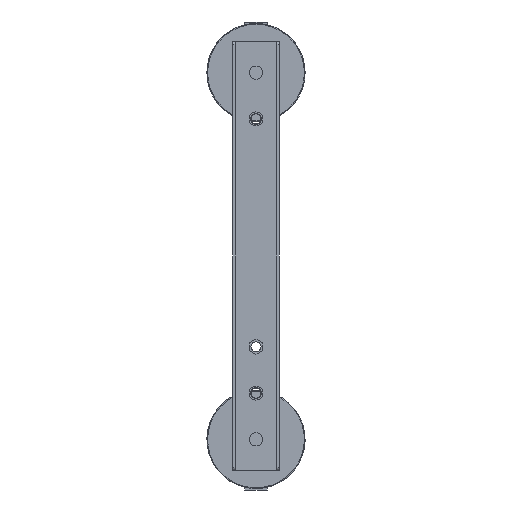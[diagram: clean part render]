
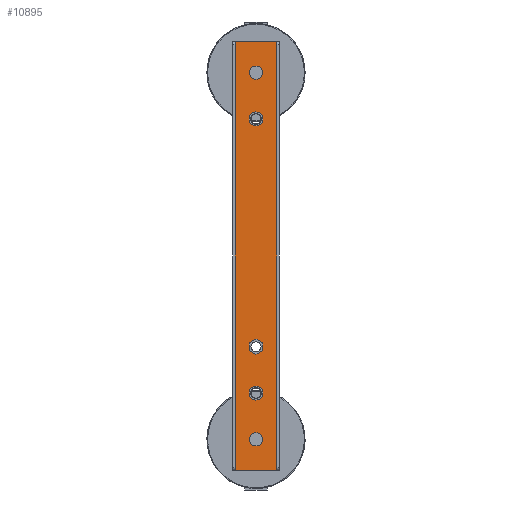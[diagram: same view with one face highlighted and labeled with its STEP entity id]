
A CAD part, front view. The second image highlights one B-rep face of the part: STEP entity #10895.
In plain terms, the highlighted planar face has unit normal (0, -1, 0).
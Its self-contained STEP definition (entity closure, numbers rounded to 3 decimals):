
#8914=DIRECTION('',(1.,0.,0.));
#8915=VECTOR('',#8914,54.);
#8916=CARTESIAN_POINT('',(-27.,7.,0.));
#8917=LINE('',#8916,#8915);
#9340=DIRECTION('',(0.,0.,1.));
#9341=VECTOR('',#9340,555.);
#9342=CARTESIAN_POINT('',(27.,7.,0.));
#9343=LINE('',#9342,#9341);
#9348=DIRECTION('',(0.,0.,1.));
#9349=VECTOR('',#9348,555.);
#9350=CARTESIAN_POINT('',(-27.,7.,0.));
#9351=LINE('',#9350,#9349);
#9352=DIRECTION('',(1.,0.,0.));
#9353=VECTOR('',#9352,54.);
#9354=CARTESIAN_POINT('',(-27.,7.,555.));
#9355=LINE('',#9354,#9353);
#9356=CARTESIAN_POINT('',(0.,7.,515.));
#9357=DIRECTION('',(0.,-1.,0.));
#9358=DIRECTION('',(0.,0.,1.));
#9359=AXIS2_PLACEMENT_3D('',#9356,#9357,#9358);
#9361=CARTESIAN_POINT('',(0.,7.,515.));
#9362=DIRECTION('',(0.,-1.,0.));
#9363=DIRECTION('',(0.,0.,-1.));
#9364=AXIS2_PLACEMENT_3D('',#9361,#9362,#9363);
#9366=CARTESIAN_POINT('',(0.,7.,40.));
#9367=DIRECTION('',(0.,-1.,0.));
#9368=DIRECTION('',(0.,0.,1.));
#9369=AXIS2_PLACEMENT_3D('',#9366,#9367,#9368);
#9371=CARTESIAN_POINT('',(0.,7.,40.));
#9372=DIRECTION('',(0.,-1.,0.));
#9373=DIRECTION('',(0.,0.,-1.));
#9374=AXIS2_PLACEMENT_3D('',#9371,#9372,#9373);
#9376=CARTESIAN_POINT('',(0.,7.,455.));
#9377=DIRECTION('',(0.,-1.,0.));
#9378=DIRECTION('',(0.,0.,-1.));
#9379=AXIS2_PLACEMENT_3D('',#9376,#9377,#9378);
#9381=CARTESIAN_POINT('',(0.,7.,455.));
#9382=DIRECTION('',(0.,-1.,0.));
#9383=DIRECTION('',(0.,0.,1.));
#9384=AXIS2_PLACEMENT_3D('',#9381,#9382,#9383);
#9386=CARTESIAN_POINT('',(0.,7.,100.));
#9387=DIRECTION('',(0.,-1.,0.));
#9388=DIRECTION('',(0.,0.,-1.));
#9389=AXIS2_PLACEMENT_3D('',#9386,#9387,#9388);
#9391=CARTESIAN_POINT('',(0.,7.,100.));
#9392=DIRECTION('',(0.,-1.,0.));
#9393=DIRECTION('',(0.,0.,1.));
#9394=AXIS2_PLACEMENT_3D('',#9391,#9392,#9393);
#9396=DIRECTION('',(0.866,0.,-0.5));
#9397=VECTOR('',#9396,10.);
#9398=CARTESIAN_POINT('',(-8.66,7.,390.));
#9399=LINE('',#9398,#9397);
#9400=DIRECTION('',(0.866,0.,0.5));
#9401=VECTOR('',#9400,10.);
#9402=CARTESIAN_POINT('',(0.,7.,385.));
#9403=LINE('',#9402,#9401);
#9404=DIRECTION('',(-0.866,0.,0.5));
#9405=VECTOR('',#9404,10.);
#9406=CARTESIAN_POINT('',(8.66,7.,400.));
#9407=LINE('',#9406,#9405);
#9408=DIRECTION('',(-0.866,0.,-0.5));
#9409=VECTOR('',#9408,10.);
#9410=CARTESIAN_POINT('',(0.,7.,405.));
#9411=LINE('',#9410,#9409);
#9556=DIRECTION('',(0.,0.,1.));
#9557=VECTOR('',#9556,10.);
#9558=CARTESIAN_POINT('',(-8.66,7.,390.));
#9559=LINE('',#9558,#9557);
#9572=DIRECTION('',(0.,0.,-1.));
#9573=VECTOR('',#9572,10.);
#9574=CARTESIAN_POINT('',(8.66,7.,400.));
#9575=LINE('',#9574,#9573);
#10046=CARTESIAN_POINT('',(-27.,7.,0.));
#10047=VERTEX_POINT('',#10046);
#10048=CARTESIAN_POINT('',(27.,7.,0.));
#10049=VERTEX_POINT('',#10048);
#10076=CARTESIAN_POINT('',(-27.,7.,555.));
#10077=VERTEX_POINT('',#10076);
#10088=CARTESIAN_POINT('',(27.,7.,555.));
#10089=VERTEX_POINT('',#10088);
#10214=CARTESIAN_POINT('',(0.,7.,523.5));
#10215=CARTESIAN_POINT('',(0.,7.,506.5));
#10216=VERTEX_POINT('',#10214);
#10217=VERTEX_POINT('',#10215);
#10218=CARTESIAN_POINT('',(0.,7.,48.5));
#10219=CARTESIAN_POINT('',(0.,7.,31.5));
#10220=VERTEX_POINT('',#10218);
#10221=VERTEX_POINT('',#10219);
#10222=CARTESIAN_POINT('',(0.,7.,446.));
#10223=CARTESIAN_POINT('',(0.,7.,464.));
#10224=VERTEX_POINT('',#10222);
#10225=VERTEX_POINT('',#10223);
#10226=CARTESIAN_POINT('',(0.,7.,91.));
#10227=CARTESIAN_POINT('',(0.,7.,109.));
#10228=VERTEX_POINT('',#10226);
#10229=VERTEX_POINT('',#10227);
#10230=CARTESIAN_POINT('',(-8.66,7.,390.));
#10231=CARTESIAN_POINT('',(-8.66,7.,400.));
#10232=VERTEX_POINT('',#10230);
#10233=VERTEX_POINT('',#10231);
#10234=CARTESIAN_POINT('',(0.,7.,385.));
#10235=VERTEX_POINT('',#10234);
#10236=CARTESIAN_POINT('',(8.66,7.,390.));
#10237=VERTEX_POINT('',#10236);
#10238=CARTESIAN_POINT('',(8.66,7.,400.));
#10239=VERTEX_POINT('',#10238);
#10240=CARTESIAN_POINT('',(0.,7.,405.));
#10241=VERTEX_POINT('',#10240);
#10846=CARTESIAN_POINT('',(27.,7.,555.));
#10847=DIRECTION('',(0.,1.,0.));
#10848=DIRECTION('',(-1.,0.,0.));
#10849=AXIS2_PLACEMENT_3D('',#10846,#10847,#10848);
#10850=PLANE('',#10849);
#10851=ORIENTED_EDGE('',*,*,#10395,.F.);
#10852=ORIENTED_EDGE('',*,*,#10498,.T.);
#10853=ORIENTED_EDGE('',*,*,#10533,.T.);
#10854=ORIENTED_EDGE('',*,*,#10833,.F.);
#10855=EDGE_LOOP('',(#10851,#10852,#10853,#10854));
#10856=FACE_OUTER_BOUND('',#10855,.F.);
#10858=ORIENTED_EDGE('',*,*,#10857,.T.);
#10860=ORIENTED_EDGE('',*,*,#10859,.T.);
#10861=EDGE_LOOP('',(#10858,#10860));
#10862=FACE_BOUND('',#10861,.F.);
#10864=ORIENTED_EDGE('',*,*,#10863,.T.);
#10866=ORIENTED_EDGE('',*,*,#10865,.T.);
#10867=EDGE_LOOP('',(#10864,#10866));
#10868=FACE_BOUND('',#10867,.F.);
#10870=ORIENTED_EDGE('',*,*,#10869,.T.);
#10872=ORIENTED_EDGE('',*,*,#10871,.T.);
#10873=EDGE_LOOP('',(#10870,#10872));
#10874=FACE_BOUND('',#10873,.F.);
#10876=ORIENTED_EDGE('',*,*,#10875,.T.);
#10878=ORIENTED_EDGE('',*,*,#10877,.T.);
#10879=EDGE_LOOP('',(#10876,#10878));
#10880=FACE_BOUND('',#10879,.F.);
#10882=ORIENTED_EDGE('',*,*,#10881,.F.);
#10884=ORIENTED_EDGE('',*,*,#10883,.T.);
#10886=ORIENTED_EDGE('',*,*,#10885,.T.);
#10888=ORIENTED_EDGE('',*,*,#10887,.F.);
#10890=ORIENTED_EDGE('',*,*,#10889,.T.);
#10892=ORIENTED_EDGE('',*,*,#10891,.T.);
#10893=EDGE_LOOP('',(#10882,#10884,#10886,#10888,#10890,#10892));
#10894=FACE_BOUND('',#10893,.F.);
#9360=CIRCLE('',#9359,8.5);
#9365=CIRCLE('',#9364,8.5);
#9370=CIRCLE('',#9369,8.5);
#9375=CIRCLE('',#9374,8.5);
#9380=CIRCLE('',#9379,9.);
#9385=CIRCLE('',#9384,9.);
#9390=CIRCLE('',#9389,9.);
#9395=CIRCLE('',#9394,9.);
#10395=EDGE_CURVE('',#10047,#10049,#8917,.T.);
#10498=EDGE_CURVE('',#10047,#10077,#9351,.T.);
#10533=EDGE_CURVE('',#10077,#10089,#9355,.T.);
#10833=EDGE_CURVE('',#10049,#10089,#9343,.T.);
#10857=EDGE_CURVE('',#10216,#10217,#9360,.T.);
#10859=EDGE_CURVE('',#10217,#10216,#9365,.T.);
#10863=EDGE_CURVE('',#10220,#10221,#9370,.T.);
#10865=EDGE_CURVE('',#10221,#10220,#9375,.T.);
#10869=EDGE_CURVE('',#10224,#10225,#9380,.T.);
#10871=EDGE_CURVE('',#10225,#10224,#9385,.T.);
#10875=EDGE_CURVE('',#10228,#10229,#9390,.T.);
#10877=EDGE_CURVE('',#10229,#10228,#9395,.T.);
#10881=EDGE_CURVE('',#10232,#10233,#9559,.T.);
#10883=EDGE_CURVE('',#10232,#10235,#9399,.T.);
#10885=EDGE_CURVE('',#10235,#10237,#9403,.T.);
#10887=EDGE_CURVE('',#10239,#10237,#9575,.T.);
#10889=EDGE_CURVE('',#10239,#10241,#9407,.T.);
#10891=EDGE_CURVE('',#10241,#10233,#9411,.T.);
#10895=ADVANCED_FACE('',(#10856,#10862,#10868,#10874,#10880,#10894),#10850,.F.);
